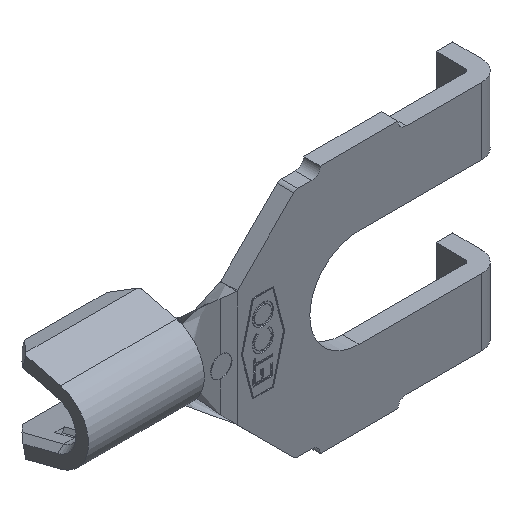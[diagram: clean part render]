
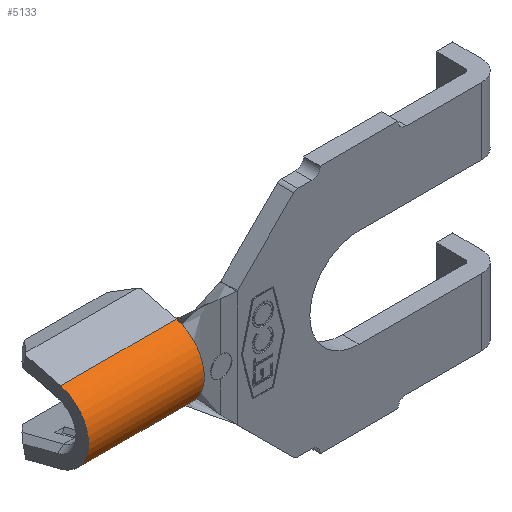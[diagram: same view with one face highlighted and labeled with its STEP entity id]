
A CAD part, isometric view. The second image highlights one B-rep face of the part: STEP entity #5133.
In plain terms, the highlighted cylindrical face has radius 1.143 mm (diameter 2.286 mm), a partial arc.
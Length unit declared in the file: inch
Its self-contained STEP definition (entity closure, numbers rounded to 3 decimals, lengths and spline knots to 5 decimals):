
#24 = CARTESIAN_POINT ( 'NONE',  ( -0.187, 0.03381, 0.04359 ) ) ;
#245 = LINE ( 'NONE', #3880, #1410 ) ;
#303 = EDGE_LOOP ( 'NONE', ( #3187, #3196, #3228, #3299 ) ) ;
#350 = EDGE_CURVE ( 'NONE', #1892, #1744, #1301, .T. ) ;
#1008 = DIRECTION ( 'NONE',  ( 1., 0., 0. ) ) ;
#1301 = CIRCLE ( 'NONE', #5154, 0.045 ) ;
#1410 = VECTOR ( 'NONE', #5879, 39.37008 ) ;
#1430 = VERTEX_POINT ( 'NONE', #5575 ) ;
#1481 = DIRECTION ( 'NONE',  ( 0., 0., -1. ) ) ;
#1744 = VERTEX_POINT ( 'NONE', #4589 ) ;
#1892 = VERTEX_POINT ( 'NONE', #24 ) ;
#1982 = CYLINDRICAL_SURFACE ( 'NONE', #4636, 0.045 ) ;
#1997 = CARTESIAN_POINT ( 'NONE',  ( -0.327, 0.045, 0. ) ) ;
#2585 = AXIS2_PLACEMENT_3D ( 'NONE', #1997, #4111, #6074 ) ;
#2721 = EDGE_CURVE ( 'NONE', #1430, #4033, #6288, .T. ) ;
#3187 = ORIENTED_EDGE ( 'NONE', *, *, #350, .F. ) ;
#3196 = ORIENTED_EDGE ( 'NONE', *, *, #5188, .F. ) ;
#3228 = ORIENTED_EDGE ( 'NONE', *, *, #2721, .T. ) ;
#3299 = ORIENTED_EDGE ( 'NONE', *, *, #3731, .T. ) ;
#3346 = CARTESIAN_POINT ( 'NONE',  ( -0.327, 0.03381, -0.04359 ) ) ;
#3597 = LINE ( 'NONE', #5644, #6216 ) ;
#3731 = EDGE_CURVE ( 'NONE', #4033, #1744, #245, .T. ) ;
#3880 = CARTESIAN_POINT ( 'NONE',  ( -0.327, 0.03381, -0.04359 ) ) ;
#4033 = VERTEX_POINT ( 'NONE', #3346 ) ;
#4095 = CARTESIAN_POINT ( 'NONE',  ( -0.327, 0.045, 0. ) ) ;
#4111 = DIRECTION ( 'NONE',  ( 1., 0., 0. ) ) ;
#4589 = CARTESIAN_POINT ( 'NONE',  ( -0.187, 0.03381, -0.04359 ) ) ;
#4636 = AXIS2_PLACEMENT_3D ( 'NONE', #4095, #6062, #1481 ) ;
#5133 = ADVANCED_FACE ( 'NONE', ( #6519 ), #1982, .T. ) ;
#5154 = AXIS2_PLACEMENT_3D ( 'NONE', #6065, #6057, #6091 ) ;
#5188 = EDGE_CURVE ( 'NONE', #1430, #1892, #3597, .T. ) ;
#5575 = CARTESIAN_POINT ( 'NONE',  ( -0.327, 0.03381, 0.04359 ) ) ;
#5644 = CARTESIAN_POINT ( 'NONE',  ( -0.327, 0.03381, 0.04359 ) ) ;
#5879 = DIRECTION ( 'NONE',  ( 1., 0., 0. ) ) ;
#6057 = DIRECTION ( 'NONE',  ( 1., 0., 0. ) ) ;
#6062 = DIRECTION ( 'NONE',  ( 1., 0., 0. ) ) ;
#6065 = CARTESIAN_POINT ( 'NONE',  ( -0.187, 0.045, 0. ) ) ;
#6074 = DIRECTION ( 'NONE',  ( 0., 0., -1. ) ) ;
#6091 = DIRECTION ( 'NONE',  ( 0., 0., -1. ) ) ;
#6216 = VECTOR ( 'NONE', #1008, 39.37008 ) ;
#6288 = CIRCLE ( 'NONE', #2585, 0.045 ) ;
#6519 = FACE_OUTER_BOUND ( 'NONE', #303, .T. ) ;
